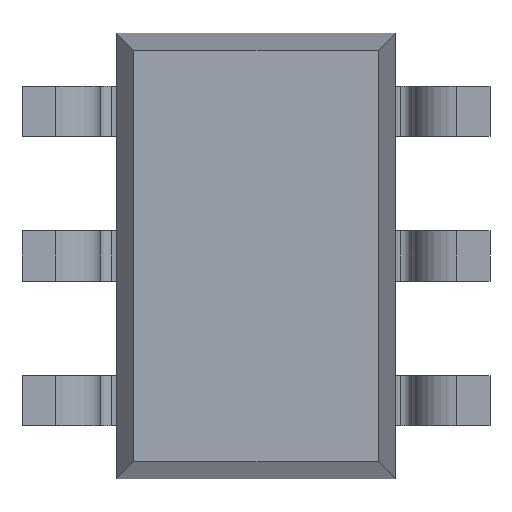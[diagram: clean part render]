
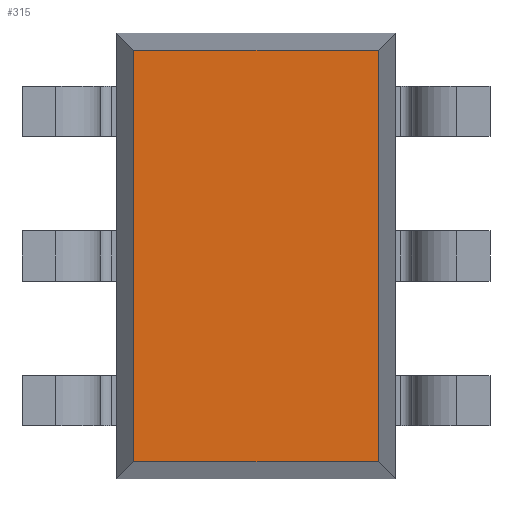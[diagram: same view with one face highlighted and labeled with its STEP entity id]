
A CAD part, front view. The second image highlights one B-rep face of the part: STEP entity #315.
In plain terms, the highlighted planar face has unit normal (0, -1, 0).
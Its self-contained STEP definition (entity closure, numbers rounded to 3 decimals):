
#24 = CARTESIAN_POINT ( 'NONE',  ( 0.548, 0.1, -0.923 ) ) ;
#57 = DIRECTION ( 'NONE',  ( 0., 0., -1. ) ) ;
#73 = CARTESIAN_POINT ( 'NONE',  ( -0.548, 0.1, 1. ) ) ;
#234 = EDGE_CURVE ( 'NONE', #3029, #2723, #1411, .T. ) ;
#315 = ADVANCED_FACE ( 'NONE', ( #1716 ), #774, .T. ) ;
#322 = EDGE_CURVE ( 'NONE', #2723, #756, #989, .T. ) ;
#439 = VECTOR ( 'NONE', #1673, 1000. ) ;
#548 = CARTESIAN_POINT ( 'NONE',  ( -0.548, 0.1, -0.923 ) ) ;
#634 = ORIENTED_EDGE ( 'NONE', *, *, #875, .T. ) ;
#702 = VECTOR ( 'NONE', #2793, 1000. ) ;
#756 = VERTEX_POINT ( 'NONE', #548 ) ;
#774 = PLANE ( 'NONE',  #1646 ) ;
#815 = VERTEX_POINT ( 'NONE', #24 ) ;
#842 = LINE ( 'NONE', #1833, #702 ) ;
#875 = EDGE_CURVE ( 'NONE', #815, #3029, #2656, .T. ) ;
#934 = CARTESIAN_POINT ( 'NONE',  ( 0.625, 0.1, 0.923 ) ) ;
#989 = LINE ( 'NONE', #73, #2902 ) ;
#1028 = VECTOR ( 'NONE', #2586, 1000. ) ;
#1411 = LINE ( 'NONE', #934, #439 ) ;
#1646 = AXIS2_PLACEMENT_3D ( 'NONE', #2686, #1728, #57 ) ;
#1673 = DIRECTION ( 'NONE',  ( -1., 0., 0. ) ) ;
#1716 = FACE_OUTER_BOUND ( 'NONE', #2721, .T. ) ;
#1728 = DIRECTION ( 'NONE',  ( 0., -1., 0. ) ) ;
#1833 = CARTESIAN_POINT ( 'NONE',  ( -0.625, 0.1, -0.923 ) ) ;
#2032 = CARTESIAN_POINT ( 'NONE',  ( 0.548, 0.1, 0.923 ) ) ;
#2062 = ORIENTED_EDGE ( 'NONE', *, *, #234, .T. ) ;
#2094 = CARTESIAN_POINT ( 'NONE',  ( 0.548, 0.1, -1. ) ) ;
#2286 = ORIENTED_EDGE ( 'NONE', *, *, #322, .T. ) ;
#2586 = DIRECTION ( 'NONE',  ( 0., 0., 1. ) ) ;
#2636 = ORIENTED_EDGE ( 'NONE', *, *, #3062, .T. ) ;
#2656 = LINE ( 'NONE', #2094, #1028 ) ;
#2674 = DIRECTION ( 'NONE',  ( 0., 0., -1. ) ) ;
#2686 = CARTESIAN_POINT ( 'NONE',  ( 0., 0.1, 0. ) ) ;
#2721 = EDGE_LOOP ( 'NONE', ( #2636, #634, #2062, #2286 ) ) ;
#2723 = VERTEX_POINT ( 'NONE', #3067 ) ;
#2793 = DIRECTION ( 'NONE',  ( 1., 0., 0. ) ) ;
#2902 = VECTOR ( 'NONE', #2674, 1000. ) ;
#3029 = VERTEX_POINT ( 'NONE', #2032 ) ;
#3062 = EDGE_CURVE ( 'NONE', #756, #815, #842, .T. ) ;
#3067 = CARTESIAN_POINT ( 'NONE',  ( -0.548, 0.1, 0.923 ) ) ;
